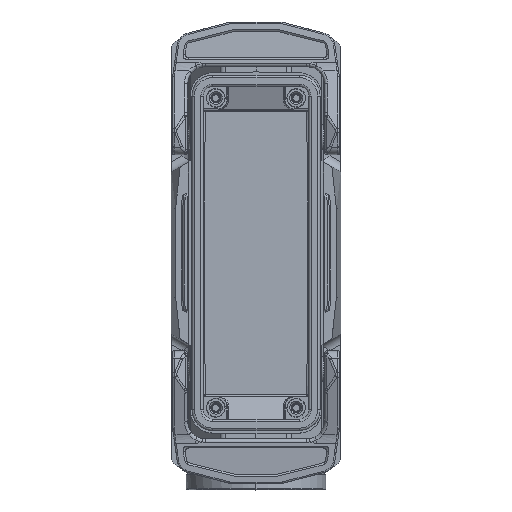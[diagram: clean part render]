
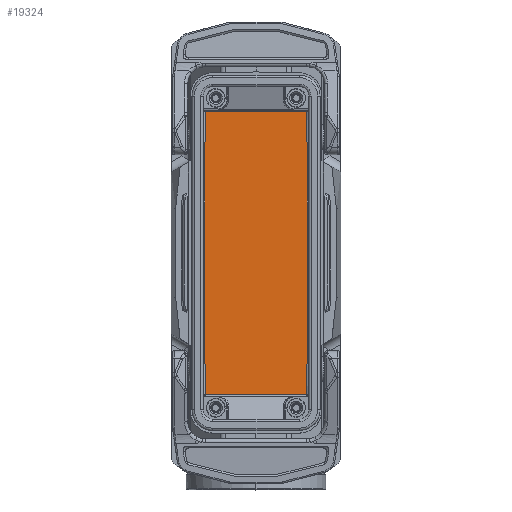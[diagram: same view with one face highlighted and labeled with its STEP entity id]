
A CAD part, top view. The second image highlights one B-rep face of the part: STEP entity #19324.
In plain terms, the highlighted planar face has unit normal (0, 0, 1).
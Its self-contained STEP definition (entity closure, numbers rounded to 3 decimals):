
#2699=AXIS2_PLACEMENT_3D('Plane Axis2P3D',#2696,#2697,#2698) ;
#17942=AXIS2_PLACEMENT_3D('Circle Axis2P3D',#17940,#17941,$) ;
#17949=AXIS2_PLACEMENT_3D('Circle Axis2P3D',#17947,#17948,$) ;
#18257=AXIS2_PLACEMENT_3D('Circle Axis2P3D',#18255,#18256,$) ;
#18278=AXIS2_PLACEMENT_3D('Circle Axis2P3D',#18276,#18277,$) ;
#2696=CARTESIAN_POINT('Axis2P3D Location',(51.285,153.,5.)) ;
#17937=CARTESIAN_POINT('Vertex',(11.489,31.926,5.)) ;
#17940=CARTESIAN_POINT('Axis2P3D Location',(3557.219,79.5,5.)) ;
#17944=CARTESIAN_POINT('Vertex',(11.17,79.5,5.)) ;
#17947=CARTESIAN_POINT('Axis2P3D Location',(3557.219,79.5,5.)) ;
#17951=CARTESIAN_POINT('Vertex',(11.489,127.074,5.)) ;
#18255=CARTESIAN_POINT('Axis2P3D Location',(-3500.219,79.5,5.)) ;
#18259=CARTESIAN_POINT('Vertex',(45.511,31.926,5.)) ;
#18261=CARTESIAN_POINT('Vertex',(45.83,79.5,5.)) ;
#18273=CARTESIAN_POINT('Vertex',(45.511,127.074,5.)) ;
#18276=CARTESIAN_POINT('Axis2P3D Location',(-3500.219,79.5,5.)) ;
#19306=CARTESIAN_POINT('Line Origine',(28.5,31.926,5.)) ;
#19311=CARTESIAN_POINT('Line Origine',(28.5,127.074,5.)) ;
#2697=DIRECTION('Axis2P3D Direction',(0.,0.,1.)) ;
#2698=DIRECTION('Axis2P3D XDirection',(-1.,0.,0.)) ;
#17941=DIRECTION('Axis2P3D Direction',(-0.,0.,1.)) ;
#17948=DIRECTION('Axis2P3D Direction',(-0.,0.,1.)) ;
#18256=DIRECTION('Axis2P3D Direction',(-0.,0.,1.)) ;
#18277=DIRECTION('Axis2P3D Direction',(-0.,0.,1.)) ;
#19307=DIRECTION('Vector Direction',(-1.,0.,0.)) ;
#19312=DIRECTION('Vector Direction',(1.,0.,0.)) ;
#19308=VECTOR('Line Direction',#19307,1.) ;
#19313=VECTOR('Line Direction',#19312,1.) ;
#19317=ORIENTED_EDGE('',*,*,#17946,.T.) ;
#19318=ORIENTED_EDGE('',*,*,#19310,.F.) ;
#19319=ORIENTED_EDGE('',*,*,#18263,.T.) ;
#19320=ORIENTED_EDGE('',*,*,#18280,.T.) ;
#19321=ORIENTED_EDGE('',*,*,#19315,.F.) ;
#19322=ORIENTED_EDGE('',*,*,#17953,.T.) ;
#19324=ADVANCED_FACE('MANIFOLD_SOLID_BREP #106',(#19323),#2700,.T.) ;
#17943=CIRCLE('generated circle',#17942,3546.05) ;
#17950=CIRCLE('generated circle',#17949,3546.05) ;
#18258=CIRCLE('generated circle',#18257,3546.05) ;
#18279=CIRCLE('generated circle',#18278,3546.05) ;
#17946=EDGE_CURVE('',#17945,#17938,#17943,.T.) ;
#17953=EDGE_CURVE('',#17952,#17945,#17950,.T.) ;
#18263=EDGE_CURVE('',#18260,#18262,#18258,.T.) ;
#18280=EDGE_CURVE('',#18262,#18274,#18279,.T.) ;
#19310=EDGE_CURVE('',#18260,#17938,#19309,.T.) ;
#19315=EDGE_CURVE('',#17952,#18274,#19314,.T.) ;
#19316=EDGE_LOOP('',(#19317,#19318,#19319,#19320,#19321,#19322)) ;
#19323=FACE_OUTER_BOUND('',#19316,.T.) ;
#19309=LINE('Line',#19306,#19308) ;
#19314=LINE('Line',#19311,#19313) ;
#2700=PLANE('',#2699) ;
#17938=VERTEX_POINT('',#17937) ;
#17945=VERTEX_POINT('',#17944) ;
#17952=VERTEX_POINT('',#17951) ;
#18260=VERTEX_POINT('',#18259) ;
#18262=VERTEX_POINT('',#18261) ;
#18274=VERTEX_POINT('',#18273) ;
